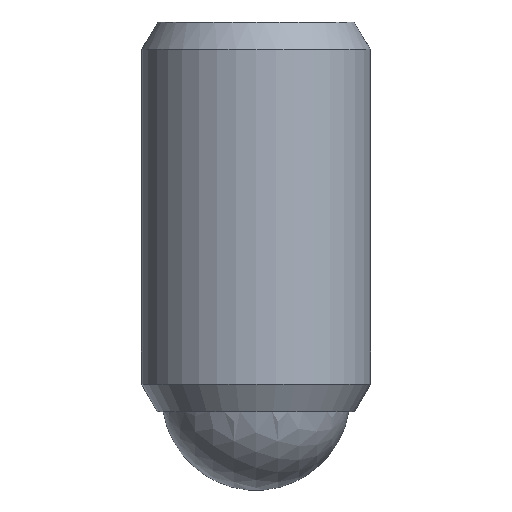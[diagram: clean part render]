
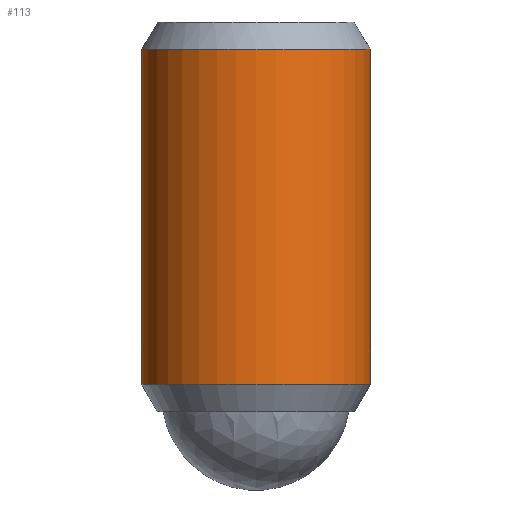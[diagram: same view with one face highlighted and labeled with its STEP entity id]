
A CAD part, front view. The second image highlights one B-rep face of the part: STEP entity #113.
In plain terms, the highlighted cylindrical face has radius 7.94 mm (diameter 15.88 mm), a partial arc.
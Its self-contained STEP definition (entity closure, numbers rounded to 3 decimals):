
#87=EDGE_CURVE('',#133,#137,#230,.T.);
#91=VERTEX_POINT('',#235);
#93=EDGE_CURVE('',#91,#133,#237,.T.);
#99=EDGE_CURVE('',#91,#103,#244,.T.);
#103=VERTEX_POINT('',#249);
#113=ADVANCED_FACE('',(#261),#262,.T.);
#133=VERTEX_POINT('',#283);
#137=VERTEX_POINT('',#287);
#179=EDGE_CURVE('',#137,#103,#335,.T.);
#230=CIRCLE('',#379,7.94);
#235=CARTESIAN_POINT('',(-7.94,0.,30.554));
#237=LINE('',#387,#388);
#244=CIRCLE('',#397,7.94);
#249=CARTESIAN_POINT('',(7.94,0.,30.554));
#261=FACE_OUTER_BOUND('',#417,.T.);
#262=CYLINDRICAL_SURFACE('',#418,7.94);
#283=CARTESIAN_POINT('',(-7.94,0.,7.366));
#287=CARTESIAN_POINT('',(7.94,0.,7.366));
#335=LINE('',#539,#540);
#379=AXIS2_PLACEMENT_3D('',#595,#596,#597);
#387=CARTESIAN_POINT('',(-7.94,0.,18.96));
#388=VECTOR('',#604,1.0);
#397=AXIS2_PLACEMENT_3D('',#616,#617,#618);
#417=EDGE_LOOP('',(#651,#652,#653,#654));
#418=AXIS2_PLACEMENT_3D('',#655,#656,#657);
#539=CARTESIAN_POINT('',(7.94,0.,18.96));
#540=VECTOR('',#735,1.0);
#595=CARTESIAN_POINT('',(0.,0.0,7.366));
#596=DIRECTION('',(0.,0.,1.0));
#597=DIRECTION('',(1.0,0.,0.));
#604=DIRECTION('',(0.,-0.0,-1.0));
#616=CARTESIAN_POINT('',(0.,0.0,30.554));
#617=DIRECTION('',(0.,0.,1.0));
#618=DIRECTION('',(1.0,0.,0.));
#651=ORIENTED_EDGE('',*,*,#179,.T.);
#652=ORIENTED_EDGE('',*,*,#99,.F.);
#653=ORIENTED_EDGE('',*,*,#93,.T.);
#654=ORIENTED_EDGE('',*,*,#87,.T.);
#655=CARTESIAN_POINT('',(0.,0.0,18.96));
#656=DIRECTION('',(0.,0.,-1.0));
#657=DIRECTION('',(1.0,0.,0.));
#735=DIRECTION('',(0.,0.0,1.0));
